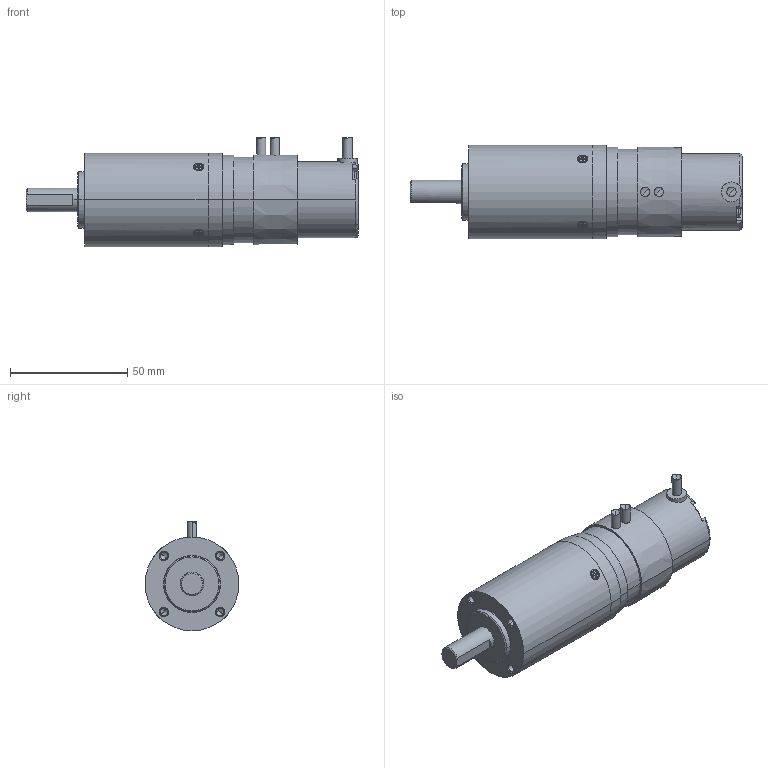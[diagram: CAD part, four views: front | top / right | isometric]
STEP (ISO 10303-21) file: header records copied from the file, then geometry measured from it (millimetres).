
FILE_DESCRIPTION(('no description'),'unknown implementation level');
FILE_NAME('RSF_11B_30_F100_24B_C_2.stp',' ',('Harmonic Drive AG'),('CADClick - KiM GmbH - www.kimweb.de'),'unknown preprocess','ACIS','unknown authorization');
FILE_SCHEMA(('automotive_design'));
Length unit declared in the file: millimetre
Products named in the file (1): 1
Bounding box: 141.7 x 40 x 46.76 mm (x, y, z)
Volume: 134042.2 mm3; surface area: 18238.6 mm2
Topology: 1 solids, 1 shells, 237 faces, 607 edges, 387 vertices
Faces by surface type: plane 99, cylinder 82, cone 26, torus 18, sphere 12
Entity records: 15093 total; most frequent: CARTESIAN_POINT 2407, DIRECTION 1283, STYLED_ITEM 1224, PRESENTATION_STYLE_ASSIGNMENT 1224, COLOUR_RGB 1224, ORIENTED_EDGE 1198, EDGE_CURVE 599, CURVE_STYLE 599
